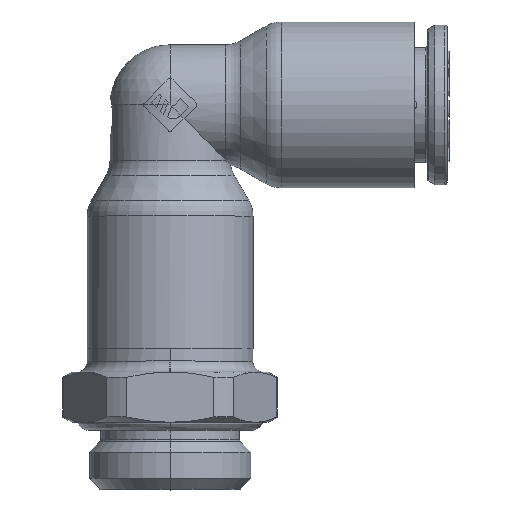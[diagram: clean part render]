
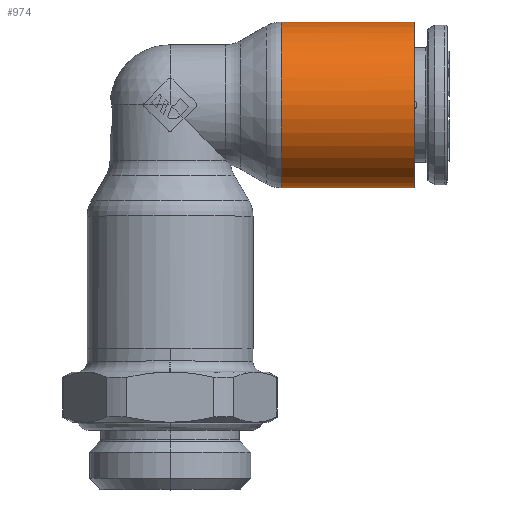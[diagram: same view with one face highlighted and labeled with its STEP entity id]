
A CAD part, top view. The second image highlights one B-rep face of the part: STEP entity #974.
In plain terms, the highlighted cylindrical face has radius 6.76 mm (diameter 13.52 mm), a partial arc.
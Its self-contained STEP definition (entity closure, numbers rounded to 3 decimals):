
#974=ADVANCED_FACE('',(#2639),#2640,.T.);
#2639=FACE_OUTER_BOUND('',#6060,.T.);
#2640=CYLINDRICAL_SURFACE('',#6061,6.76);
#6060=EDGE_LOOP('',(#12301,#12302,#12303,#12304,#12305));
#6061=AXIS2_PLACEMENT_3D('',#12306,#12307,#12308);
#12301=ORIENTED_EDGE('',*,*,#15383,.F.);
#12302=ORIENTED_EDGE('',*,*,#15380,.F.);
#12303=ORIENTED_EDGE('',*,*,#15382,.T.);
#12304=ORIENTED_EDGE('',*,*,#15038,.F.);
#12305=ORIENTED_EDGE('',*,*,#15389,.F.);
#12306=CARTESIAN_POINT('',(-6.14,0.,0.0));
#12307=DIRECTION('',(-1.0,-0.0,0.0));
#12308=DIRECTION('',(0.0,-1.0,0.0));
#15038=EDGE_CURVE('',#18328,#18331,#18332,.T.);
#15380=EDGE_CURVE('',#18879,#18880,#18881,.T.);
#15382=EDGE_CURVE('',#18879,#18331,#18883,.T.);
#15383=EDGE_CURVE('',#18880,#18339,#18884,.T.);
#15389=EDGE_CURVE('',#18339,#18328,#18890,.T.);
#18328=VERTEX_POINT('',#24151);
#18331=VERTEX_POINT('',#24154);
#18332=CIRCLE('',#24155,6.76);
#18339=VERTEX_POINT('',#24162);
#18879=VERTEX_POINT('',#25348);
#18880=VERTEX_POINT('',#25349);
#18881=CIRCLE('',#25350,6.76);
#18883=LINE('',#25352,#25353);
#18884=LINE('',#25354,#25355);
#18890=CIRCLE('',#25363,6.76);
#24151=CARTESIAN_POINT('',(9.07,6.76,0.067));
#24154=CARTESIAN_POINT('',(9.07,6.76,0.0));
#24155=AXIS2_PLACEMENT_3D('',#28273,#28274,#28275);
#24162=CARTESIAN_POINT('',(9.07,-6.76,0.0));
#25348=CARTESIAN_POINT('',(19.9,6.76,0.0));
#25349=CARTESIAN_POINT('',(19.9,-6.76,0.0));
#25350=AXIS2_PLACEMENT_3D('',#28890,#28891,#28892);
#25352=CARTESIAN_POINT('',(19.9,6.76,0.0));
#25353=VECTOR('',#28896,10.83);
#25354=CARTESIAN_POINT('',(19.9,-6.76,0.0));
#25355=VECTOR('',#28897,10.83);
#25363=AXIS2_PLACEMENT_3D('',#28909,#28910,#28911);
#28273=CARTESIAN_POINT('',(9.07,0.,0.0));
#28274=DIRECTION('',(-1.0,0.0,0.0));
#28275=DIRECTION('',(0.0,-1.0,0.0));
#28890=CARTESIAN_POINT('',(19.9,0.0,0.0));
#28891=DIRECTION('',(1.0,0.0,0.0));
#28892=DIRECTION('',(0.0,1.0,0.0));
#28896=DIRECTION('',(-1.0,0.0,0.));
#28897=DIRECTION('',(-1.0,0.0,0.));
#28909=CARTESIAN_POINT('',(9.07,0.,0.0));
#28910=DIRECTION('',(-1.0,0.0,0.0));
#28911=DIRECTION('',(0.0,-1.0,0.0));
